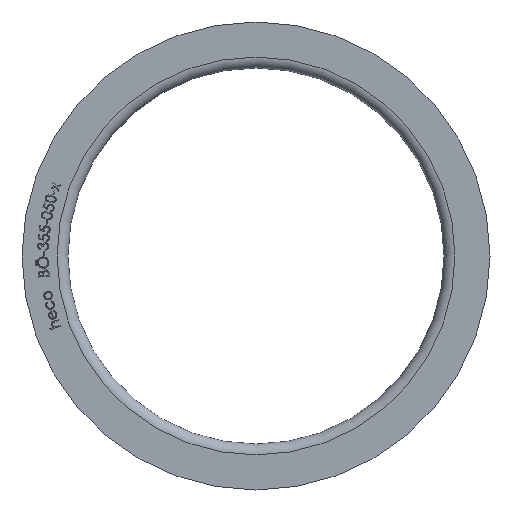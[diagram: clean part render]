
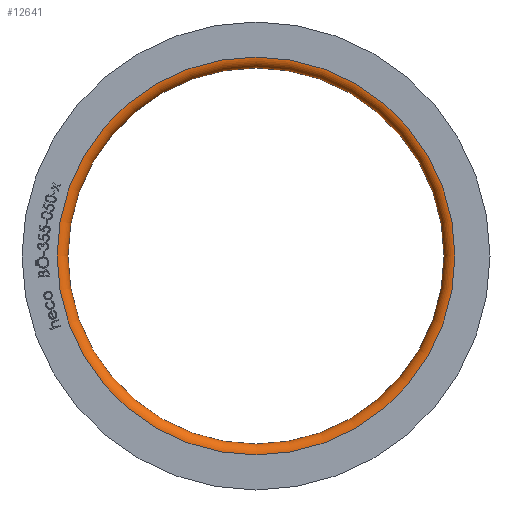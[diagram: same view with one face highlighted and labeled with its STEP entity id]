
A CAD part, left-side view. The second image highlights one B-rep face of the part: STEP entity #12641.
In plain terms, the highlighted toroidal (fillet/blend) face has major radius 182.8 mm and minor radius 10 mm.
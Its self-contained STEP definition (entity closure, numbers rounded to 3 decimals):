
#337 = EDGE_CURVE ( 'NONE', #14302, #14302, #3621, .T. ) ;
#1081 = TOROIDAL_SURFACE ( 'NONE', #14406, 182.8, 10. ) ;
#1157 = DIRECTION ( 'NONE',  ( 0., 0., 1. ) ) ;
#1244 = DIRECTION ( 'NONE',  ( -1., 0., 0. ) ) ;
#1465 = CARTESIAN_POINT ( 'NONE',  ( 0., 0., 0. ) ) ;
#3621 = CIRCLE ( 'NONE', #3881, 182.8 ) ;
#3881 = AXIS2_PLACEMENT_3D ( 'NONE', #1465, #5541, #7676 ) ;
#4213 = EDGE_LOOP ( 'NONE', ( #8323 ) ) ;
#4242 = DIRECTION ( 'NONE',  ( -1., 0., 0. ) ) ;
#4998 = CARTESIAN_POINT ( 'NONE',  ( 10., 0., 0. ) ) ;
#5541 = DIRECTION ( 'NONE',  ( -1., 0., 0. ) ) ;
#6220 = CIRCLE ( 'NONE', #14069, 172.8 ) ;
#6543 = FACE_OUTER_BOUND ( 'NONE', #4213, .T. ) ;
#7491 = ORIENTED_EDGE ( 'NONE', *, *, #14040, .F. ) ;
#7676 = DIRECTION ( 'NONE',  ( 0., 0., 1. ) ) ;
#8323 = ORIENTED_EDGE ( 'NONE', *, *, #337, .T. ) ;
#9118 = DIRECTION ( 'NONE',  ( 0., 0., 1. ) ) ;
#10591 = CARTESIAN_POINT ( 'NONE',  ( 0., 0., 182.8 ) ) ;
#10601 = CARTESIAN_POINT ( 'NONE',  ( 10., 0., 0. ) ) ;
#10756 = CARTESIAN_POINT ( 'NONE',  ( 10., 0., 172.8 ) ) ;
#12641 = ADVANCED_FACE ( 'NONE', ( #12763, #6543 ), #1081, .T. ) ;
#12763 = FACE_OUTER_BOUND ( 'NONE', #15926, .T. ) ;
#14040 = EDGE_CURVE ( 'NONE', #14469, #14469, #6220, .T. ) ;
#14069 = AXIS2_PLACEMENT_3D ( 'NONE', #4998, #1244, #1157 ) ;
#14302 = VERTEX_POINT ( 'NONE', #10591 ) ;
#14406 = AXIS2_PLACEMENT_3D ( 'NONE', #10601, #4242, #9118 ) ;
#14469 = VERTEX_POINT ( 'NONE', #10756 ) ;
#15926 = EDGE_LOOP ( 'NONE', ( #7491 ) ) ;
